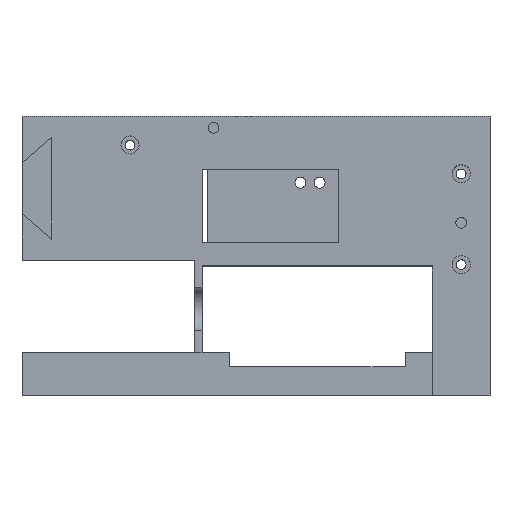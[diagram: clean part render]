
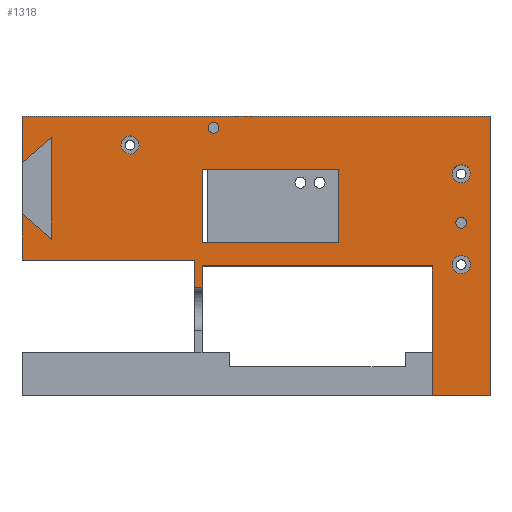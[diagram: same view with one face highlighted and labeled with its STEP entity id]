
A CAD part, top view. The second image highlights one B-rep face of the part: STEP entity #1318.
In plain terms, the highlighted planar face has unit normal (0, 0, 1).
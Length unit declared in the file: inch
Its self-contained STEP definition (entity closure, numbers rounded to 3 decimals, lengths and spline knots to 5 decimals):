
#39=FACE_BOUND('',#184,.T.);
#40=FACE_BOUND('',#185,.T.);
#41=FACE_BOUND('',#186,.T.);
#42=FACE_BOUND('',#187,.T.);
#43=FACE_BOUND('',#188,.T.);
#44=FACE_BOUND('',#189,.T.);
#63=CIRCLE('',#1411,0.095);
#64=CIRCLE('',#1412,0.095);
#65=CIRCLE('',#1413,0.1575);
#66=CIRCLE('',#1414,0.1575);
#67=CIRCLE('',#1415,0.1575);
#106=FACE_OUTER_BOUND('',#183,.T.);
#183=EDGE_LOOP('',(#941,#942,#943,#944,#945,#946,#947,#948,#949,#950,#951,
#952,#953,#954));
#184=EDGE_LOOP('',(#955));
#185=EDGE_LOOP('',(#956));
#186=EDGE_LOOP('',(#957,#958,#959,#960));
#187=EDGE_LOOP('',(#961));
#188=EDGE_LOOP('',(#962));
#189=EDGE_LOOP('',(#963));
#267=LINE('',#1891,#416);
#271=LINE('',#1899,#420);
#274=LINE('',#1905,#423);
#278=LINE('',#1913,#427);
#283=LINE('',#1924,#432);
#310=LINE('',#1982,#459);
#313=LINE('',#1994,#462);
#314=LINE('',#1996,#463);
#315=LINE('',#1998,#464);
#316=LINE('',#2000,#465);
#317=LINE('',#2002,#466);
#318=LINE('',#2003,#467);
#319=LINE('',#2005,#468);
#320=LINE('',#2006,#469);
#321=LINE('',#2013,#470);
#322=LINE('',#2015,#471);
#323=LINE('',#2017,#472);
#324=LINE('',#2018,#473);
#416=VECTOR('',#1514,0.3937);
#420=VECTOR('',#1520,0.3937);
#423=VECTOR('',#1525,0.3937);
#427=VECTOR('',#1533,0.3937);
#432=VECTOR('',#1540,0.3937);
#459=VECTOR('',#1575,0.3937);
#462=VECTOR('',#1586,0.3937);
#463=VECTOR('',#1587,0.3937);
#464=VECTOR('',#1588,0.3937);
#465=VECTOR('',#1589,0.3937);
#466=VECTOR('',#1590,0.3937);
#467=VECTOR('',#1591,0.3937);
#468=VECTOR('',#1592,0.3937);
#469=VECTOR('',#1593,0.3937);
#470=VECTOR('',#1598,0.3937);
#471=VECTOR('',#1599,0.3937);
#472=VECTOR('',#1600,0.3937);
#473=VECTOR('',#1601,0.3937);
#565=VERTEX_POINT('',#1889);
#566=VERTEX_POINT('',#1890);
#569=VERTEX_POINT('',#1898);
#571=VERTEX_POINT('',#1904);
#573=VERTEX_POINT('',#1912);
#578=VERTEX_POINT('',#1922);
#604=VERTEX_POINT('',#1979);
#605=VERTEX_POINT('',#1981);
#610=VERTEX_POINT('',#1993);
#611=VERTEX_POINT('',#1995);
#612=VERTEX_POINT('',#1997);
#613=VERTEX_POINT('',#1999);
#614=VERTEX_POINT('',#2001);
#615=VERTEX_POINT('',#2004);
#616=VERTEX_POINT('',#2007);
#617=VERTEX_POINT('',#2009);
#618=VERTEX_POINT('',#2011);
#619=VERTEX_POINT('',#2012);
#620=VERTEX_POINT('',#2014);
#621=VERTEX_POINT('',#2016);
#622=VERTEX_POINT('',#2019);
#623=VERTEX_POINT('',#2021);
#624=VERTEX_POINT('',#2023);
#690=EDGE_CURVE('',#565,#566,#267,.T.);
#694=EDGE_CURVE('',#569,#565,#271,.T.);
#697=EDGE_CURVE('',#571,#569,#274,.T.);
#701=EDGE_CURVE('',#566,#573,#278,.T.);
#707=EDGE_CURVE('',#578,#571,#283,.T.);
#735=EDGE_CURVE('',#604,#605,#310,.T.);
#741=EDGE_CURVE('',#578,#610,#313,.T.);
#742=EDGE_CURVE('',#610,#611,#314,.T.);
#743=EDGE_CURVE('',#612,#611,#315,.T.);
#744=EDGE_CURVE('',#612,#613,#316,.T.);
#745=EDGE_CURVE('',#613,#614,#317,.T.);
#746=EDGE_CURVE('',#614,#605,#318,.T.);
#747=EDGE_CURVE('',#615,#604,#319,.T.);
#748=EDGE_CURVE('',#573,#615,#320,.T.);
#749=EDGE_CURVE('',#616,#616,#63,.T.);
#750=EDGE_CURVE('',#617,#617,#64,.T.);
#751=EDGE_CURVE('',#618,#619,#321,.T.);
#752=EDGE_CURVE('',#620,#618,#322,.T.);
#753=EDGE_CURVE('',#621,#620,#323,.T.);
#754=EDGE_CURVE('',#619,#621,#324,.T.);
#755=EDGE_CURVE('',#622,#622,#65,.T.);
#756=EDGE_CURVE('',#623,#623,#66,.T.);
#757=EDGE_CURVE('',#624,#624,#67,.T.);
#941=ORIENTED_EDGE('',*,*,#690,.F.);
#942=ORIENTED_EDGE('',*,*,#694,.F.);
#943=ORIENTED_EDGE('',*,*,#697,.F.);
#944=ORIENTED_EDGE('',*,*,#707,.F.);
#945=ORIENTED_EDGE('',*,*,#741,.T.);
#946=ORIENTED_EDGE('',*,*,#742,.T.);
#947=ORIENTED_EDGE('',*,*,#743,.F.);
#948=ORIENTED_EDGE('',*,*,#744,.T.);
#949=ORIENTED_EDGE('',*,*,#745,.T.);
#950=ORIENTED_EDGE('',*,*,#746,.T.);
#951=ORIENTED_EDGE('',*,*,#735,.F.);
#952=ORIENTED_EDGE('',*,*,#747,.F.);
#953=ORIENTED_EDGE('',*,*,#748,.F.);
#954=ORIENTED_EDGE('',*,*,#701,.F.);
#955=ORIENTED_EDGE('',*,*,#749,.F.);
#956=ORIENTED_EDGE('',*,*,#750,.F.);
#957=ORIENTED_EDGE('',*,*,#751,.F.);
#958=ORIENTED_EDGE('',*,*,#752,.F.);
#959=ORIENTED_EDGE('',*,*,#753,.F.);
#960=ORIENTED_EDGE('',*,*,#754,.F.);
#961=ORIENTED_EDGE('',*,*,#755,.F.);
#962=ORIENTED_EDGE('',*,*,#756,.F.);
#963=ORIENTED_EDGE('',*,*,#757,.F.);
#1265=PLANE('',#1410);
#1318=ADVANCED_FACE('',(#106,#39,#40,#41,#42,#43,#44),#1265,.T.);
#1410=AXIS2_PLACEMENT_3D('',#1992,#1584,#1585);
#1411=AXIS2_PLACEMENT_3D('',#2008,#1594,#1595);
#1412=AXIS2_PLACEMENT_3D('',#2010,#1596,#1597);
#1413=AXIS2_PLACEMENT_3D('',#2020,#1602,#1603);
#1414=AXIS2_PLACEMENT_3D('',#2022,#1604,#1605);
#1415=AXIS2_PLACEMENT_3D('',#2024,#1606,#1607);
#1514=DIRECTION('',(-0.756,-0.655,0.));
#1520=DIRECTION('',(0.,1.,0.));
#1525=DIRECTION('',(0.756,-0.655,0.));
#1533=DIRECTION('',(0.,1.,0.));
#1540=DIRECTION('',(0.,1.,0.));
#1575=DIRECTION('',(-1.,0.,0.));
#1584=DIRECTION('center_axis',(0.,0.,1.));
#1585=DIRECTION('ref_axis',(1.,0.,0.));
#1586=DIRECTION('',(1.,0.,0.));
#1587=DIRECTION('',(0.,-1.,0.));
#1588=DIRECTION('',(-1.,0.,0.));
#1589=DIRECTION('',(0.,1.,0.));
#1590=DIRECTION('',(1.,0.,0.));
#1591=DIRECTION('',(0.,-1.,0.));
#1592=DIRECTION('',(0.,-1.,0.));
#1593=DIRECTION('',(1.,0.,0.));
#1594=DIRECTION('center_axis',(0.,0.,1.));
#1595=DIRECTION('ref_axis',(-1.,0.,0.));
#1596=DIRECTION('center_axis',(0.,0.,1.));
#1597=DIRECTION('ref_axis',(-1.,0.,0.));
#1598=DIRECTION('',(1.,0.,0.));
#1599=DIRECTION('',(0.,-1.,0.));
#1600=DIRECTION('',(-1.,0.,0.));
#1601=DIRECTION('',(0.,1.,0.));
#1602=DIRECTION('center_axis',(0.,0.,1.));
#1603=DIRECTION('ref_axis',(-1.,0.,0.));
#1604=DIRECTION('center_axis',(0.,0.,1.));
#1605=DIRECTION('ref_axis',(-1.,0.,0.));
#1606=DIRECTION('center_axis',(0.,0.,1.));
#1607=DIRECTION('ref_axis',(-1.,0.,0.));
#1889=CARTESIAN_POINT('',(16.383,2.23419,4.));
#1890=CARTESIAN_POINT('',(15.875,1.79392,4.));
#1891=CARTESIAN_POINT('',(14.65287,0.73474,4.));
#1898=CARTESIAN_POINT('',(16.383,0.46581,4.));
#1899=CARTESIAN_POINT('',(16.383,0.38291,4.));
#1904=CARTESIAN_POINT('',(15.875,0.90608,4.));
#1905=CARTESIAN_POINT('',(14.91854,1.73501,4.));
#1912=CARTESIAN_POINT('',(15.875,2.6,4.));
#1913=CARTESIAN_POINT('',(15.875,1.45,4.));
#1922=CARTESIAN_POINT('',(15.875,0.1,4.));
#1924=CARTESIAN_POINT('',(15.875,1.45,4.));
#1979=CARTESIAN_POINT('',(24.,-2.25,4.));
#1981=CARTESIAN_POINT('',(23.,-2.25,4.));
#1982=CARTESIAN_POINT('',(23.25,-2.25,4.));
#1992=CARTESIAN_POINT('Origin',(12.,0.3,4.));
#1993=CARTESIAN_POINT('',(18.875,0.1,4.));
#1994=CARTESIAN_POINT('',(0.25,0.1,4.));
#1995=CARTESIAN_POINT('',(18.875,-0.375,4.));
#1996=CARTESIAN_POINT('',(18.875,1.6,4.));
#1997=CARTESIAN_POINT('',(19.,-0.375,4.));
#1998=CARTESIAN_POINT('',(7.625,-0.375,4.));
#1999=CARTESIAN_POINT('',(19.,0.,4.));
#2000=CARTESIAN_POINT('',(19.,1.6,4.));
#2001=CARTESIAN_POINT('',(23.,0.,4.));
#2002=CARTESIAN_POINT('',(0.,0.,4.));
#2003=CARTESIAN_POINT('',(23.,0.,4.));
#2004=CARTESIAN_POINT('',(24.,2.6,4.));
#2005=CARTESIAN_POINT('',(24.,-1.5,4.));
#2006=CARTESIAN_POINT('',(0.,2.6,4.));
#2007=CARTESIAN_POINT('',(23.595,0.75,4.));
#2008=CARTESIAN_POINT('Origin',(23.5,0.75,4.));
#2009=CARTESIAN_POINT('',(19.295,2.4,4.));
#2010=CARTESIAN_POINT('Origin',(19.2,2.4,4.));
#2011=CARTESIAN_POINT('',(19.,0.4,4.));
#2012=CARTESIAN_POINT('',(21.375,0.4,4.));
#2013=CARTESIAN_POINT('',(15.55,0.4,4.));
#2014=CARTESIAN_POINT('',(19.,1.675,4.));
#2015=CARTESIAN_POINT('',(19.,0.9875,4.));
#2016=CARTESIAN_POINT('',(21.375,1.675,4.));
#2017=CARTESIAN_POINT('',(15.55,1.675,4.));
#2018=CARTESIAN_POINT('',(21.375,0.35,4.));
#2019=CARTESIAN_POINT('',(23.6575,0.025,4.));
#2020=CARTESIAN_POINT('Origin',(23.5,0.025,4.));
#2021=CARTESIAN_POINT('',(23.6575,1.6,4.));
#2022=CARTESIAN_POINT('Origin',(23.5,1.6,4.));
#2023=CARTESIAN_POINT('',(17.9075,2.1,4.));
#2024=CARTESIAN_POINT('Origin',(17.75,2.1,4.));
